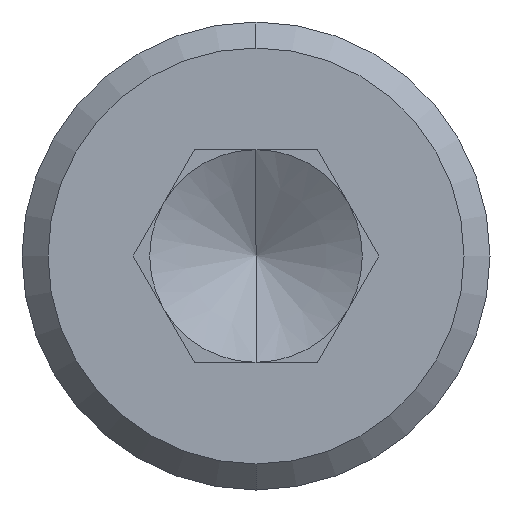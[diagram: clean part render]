
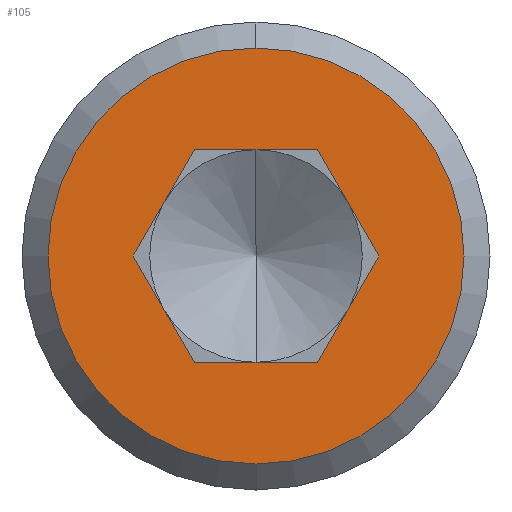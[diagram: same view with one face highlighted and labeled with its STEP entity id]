
A CAD part, left-side view. The second image highlights one B-rep face of the part: STEP entity #105.
In plain terms, the highlighted planar face has unit normal (-1, 0, 0).
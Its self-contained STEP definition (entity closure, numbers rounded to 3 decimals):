
#5 = LINE ( 'NONE', #227, #547 ) ;
#10 = AXIS2_PLACEMENT_3D ( 'NONE', #538, #578, #641 ) ;
#23 = LINE ( 'NONE', #476, #262 ) ;
#30 = CARTESIAN_POINT ( 'NONE',  ( 0., -1.181, 0. ) ) ;
#32 = CARTESIAN_POINT ( 'NONE',  ( 0., 1.181, 0. ) ) ;
#46 = AXIS2_PLACEMENT_3D ( 'NONE', #573, #330, #564 ) ;
#57 = EDGE_CURVE ( 'NONE', #461, #445, #138, .T. ) ;
#58 = VECTOR ( 'NONE', #88, 1000. ) ;
#63 = EDGE_CURVE ( 'NONE', #515, #473, #546, .T. ) ;
#88 = DIRECTION ( 'NONE',  ( 0., -0.5, -0.866 ) ) ;
#92 = ORIENTED_EDGE ( 'NONE', *, *, #429, .F. ) ;
#101 = VECTOR ( 'NONE', #252, 1000. ) ;
#105 = ADVANCED_FACE ( 'NONE', ( #385, #720 ), #391, .T. ) ;
#138 = LINE ( 'NONE', #594, #533 ) ;
#154 = CARTESIAN_POINT ( 'NONE',  ( 0., 0.59, 1.022 ) ) ;
#165 = CARTESIAN_POINT ( 'NONE',  ( 0., 1.181, 0. ) ) ;
#176 = ORIENTED_EDGE ( 'NONE', *, *, #57, .F. ) ;
#182 = EDGE_CURVE ( 'NONE', #321, #445, #5, .T. ) ;
#188 = EDGE_LOOP ( 'NONE', ( #288, #364, #380, #297, #176, #92 ) ) ;
#227 = CARTESIAN_POINT ( 'NONE',  ( 0., -1.181, 0. ) ) ;
#252 = DIRECTION ( 'NONE',  ( 0., -0.5, 0.866 ) ) ;
#262 = VECTOR ( 'NONE', #420, 1000. ) ;
#265 = VECTOR ( 'NONE', #432, 1000. ) ;
#270 = ORIENTED_EDGE ( 'NONE', *, *, #581, .T. ) ;
#288 = ORIENTED_EDGE ( 'NONE', *, *, #63, .T. ) ;
#297 = ORIENTED_EDGE ( 'NONE', *, *, #182, .T. ) ;
#320 = CARTESIAN_POINT ( 'NONE',  ( 0., 0., 0. ) ) ;
#321 = VERTEX_POINT ( 'NONE', #30 ) ;
#322 = EDGE_CURVE ( 'NONE', #550, #473, #23, .T. ) ;
#330 = DIRECTION ( 'NONE',  ( -1., 0., 0. ) ) ;
#364 = ORIENTED_EDGE ( 'NONE', *, *, #322, .F. ) ;
#372 = EDGE_CURVE ( 'NONE', #550, #321, #600, .T. ) ;
#379 = CARTESIAN_POINT ( 'NONE',  ( 0., -0.59, -1.022 ) ) ;
#380 = ORIENTED_EDGE ( 'NONE', *, *, #372, .T. ) ;
#385 = FACE_BOUND ( 'NONE', #188, .T. ) ;
#391 = PLANE ( 'NONE',  #710 ) ;
#420 = DIRECTION ( 'NONE',  ( 0., 1., 0. ) ) ;
#429 = EDGE_CURVE ( 'NONE', #515, #461, #430, .T. ) ;
#430 = LINE ( 'NONE', #494, #265 ) ;
#432 = DIRECTION ( 'NONE',  ( 0., -0.5, -0.866 ) ) ;
#445 = VERTEX_POINT ( 'NONE', #379 ) ;
#453 = DIRECTION ( 'NONE',  ( -1., 0., 0. ) ) ;
#459 = CARTESIAN_POINT ( 'NONE',  ( 0., -0.59, 1.023 ) ) ;
#460 = DIRECTION ( 'NONE',  ( 0., 0.5, -0.866 ) ) ;
#461 = VERTEX_POINT ( 'NONE', #491 ) ;
#473 = VERTEX_POINT ( 'NONE', #154 ) ;
#476 = CARTESIAN_POINT ( 'NONE',  ( 0., -0.59, 1.023 ) ) ;
#489 = CARTESIAN_POINT ( 'NONE',  ( 0., -0.59, 1.023 ) ) ;
#491 = CARTESIAN_POINT ( 'NONE',  ( 0., 0.59, -1.023 ) ) ;
#494 = CARTESIAN_POINT ( 'NONE',  ( 0., 1.181, 0. ) ) ;
#515 = VERTEX_POINT ( 'NONE', #165 ) ;
#533 = VECTOR ( 'NONE', #542, 1000. ) ;
#535 = VERTEX_POINT ( 'NONE', #626 ) ;
#538 = CARTESIAN_POINT ( 'NONE',  ( 0., 0., 0. ) ) ;
#542 = DIRECTION ( 'NONE',  ( 0., -1., 0. ) ) ;
#543 = CARTESIAN_POINT ( 'NONE',  ( 0., 0., -2. ) ) ;
#546 = LINE ( 'NONE', #32, #101 ) ;
#547 = VECTOR ( 'NONE', #460, 1000. ) ;
#550 = VERTEX_POINT ( 'NONE', #459 ) ;
#561 = DIRECTION ( 'NONE',  ( 0., 0., 1. ) ) ;
#564 = DIRECTION ( 'NONE',  ( 0., 0., 1. ) ) ;
#570 = CIRCLE ( 'NONE', #46, 2. ) ;
#573 = CARTESIAN_POINT ( 'NONE',  ( 0., 0., 0. ) ) ;
#578 = DIRECTION ( 'NONE',  ( -1., 0., 0. ) ) ;
#580 = EDGE_LOOP ( 'NONE', ( #270, #725 ) ) ;
#581 = EDGE_CURVE ( 'NONE', #708, #535, #570, .T. ) ;
#583 = CIRCLE ( 'NONE', #10, 2. ) ;
#594 = CARTESIAN_POINT ( 'NONE',  ( 0., 0.59, -1.023 ) ) ;
#600 = LINE ( 'NONE', #489, #58 ) ;
#626 = CARTESIAN_POINT ( 'NONE',  ( 0., 0., 2. ) ) ;
#641 = DIRECTION ( 'NONE',  ( 0., 0., 1. ) ) ;
#708 = VERTEX_POINT ( 'NONE', #543 ) ;
#710 = AXIS2_PLACEMENT_3D ( 'NONE', #320, #453, #561 ) ;
#720 = FACE_OUTER_BOUND ( 'NONE', #580, .T. ) ;
#725 = ORIENTED_EDGE ( 'NONE', *, *, #736, .T. ) ;
#736 = EDGE_CURVE ( 'NONE', #535, #708, #583, .T. ) ;
